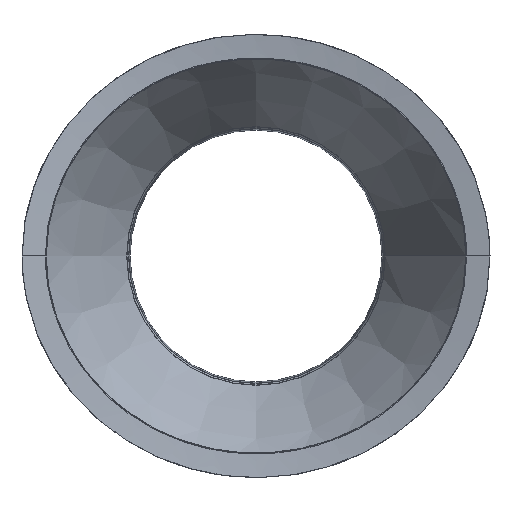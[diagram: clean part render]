
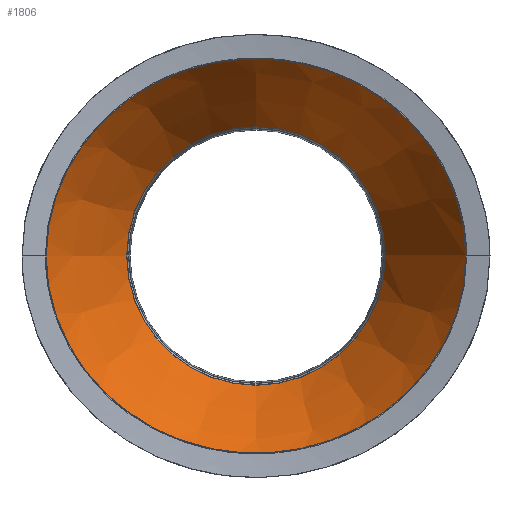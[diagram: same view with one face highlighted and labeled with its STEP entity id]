
A CAD part, front view. The second image highlights one B-rep face of the part: STEP entity #1806.
In plain terms, the highlighted conical face has half-angle 30 degrees and reference radius 78.634 mm.
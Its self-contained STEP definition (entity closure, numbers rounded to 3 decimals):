
#122=CARTESIAN_POINT('',(127.598,611.351,0.0));
#123=VERTEX_POINT('',#122);
#303=CARTESIAN_POINT('',(-127.598,611.351,0.0));
#304=VERTEX_POINT('',#303);
#305=CARTESIAN_POINT('',(-127.598,611.351,0.));
#306=CARTESIAN_POINT('',(-127.598,611.351,-14.595));
#307=CARTESIAN_POINT('',(-124.75,611.97,-28.964));
#308=CARTESIAN_POINT('',(-113.896,614.105,-55.786));
#309=CARTESIAN_POINT('',(-106.074,615.575,-67.957));
#310=CARTESIAN_POINT('',(-85.347,618.846,-90.406));
#311=CARTESIAN_POINT('',(-72.082,620.626,-100.058));
#312=CARTESIAN_POINT('',(-41.645,623.465,-114.516));
#313=CARTESIAN_POINT('',(-24.515,624.429,-118.814));
#314=CARTESIAN_POINT('',(10.444,624.827,-120.637));
#315=CARTESIAN_POINT('',(27.936,624.257,-118.148));
#316=CARTESIAN_POINT('',(59.786,621.961,-106.987));
#317=CARTESIAN_POINT('',(74.034,620.341,-98.817));
#318=CARTESIAN_POINT('',(98.018,616.958,-78.082));
#319=CARTESIAN_POINT('',(107.77,615.24,-65.867));
#320=CARTESIAN_POINT('',(118.959,613.124,-44.152));
#321=CARTESIAN_POINT('',(122.128,612.483,-35.771));
#322=CARTESIAN_POINT('',(126.48,611.59,-18.223));
#323=CARTESIAN_POINT('',(127.598,611.351,-9.14));
#324=CARTESIAN_POINT('',(127.598,611.351,0.0));
#325=B_SPLINE_CURVE_WITH_KNOTS('',3,(#305,#306,#307,#308,#309,#310,#311,#312,#313,#314,#315,#316,#317,#318,#319,#320,#321,#322,#323,#324),.UNSPECIFIED.,.F.,.U.,(4,2,2,2,2,2,2,2,2,4),(0.0,4.378,8.704,13.592,18.829,24.065,28.954,33.621,36.309,39.051),.UNSPECIFIED.);
#326=EDGE_CURVE('',#304,#123,#325,.T.);
#514=CARTESIAN_POINT('',(127.598,611.351,0.002));
#515=VERTEX_POINT('',#514);
#516=CARTESIAN_POINT('',(127.598,611.351,0.002));
#517=CARTESIAN_POINT('',(127.597,611.351,14.597));
#518=CARTESIAN_POINT('',(124.75,611.971,28.966));
#519=CARTESIAN_POINT('',(113.895,614.106,55.788));
#520=CARTESIAN_POINT('',(106.073,615.575,67.959));
#521=CARTESIAN_POINT('',(85.345,618.846,90.408));
#522=CARTESIAN_POINT('',(72.08,620.626,100.059));
#523=CARTESIAN_POINT('',(41.643,623.466,114.517));
#524=CARTESIAN_POINT('',(24.513,624.429,118.815));
#525=CARTESIAN_POINT('',(-10.447,624.827,120.637));
#526=CARTESIAN_POINT('',(-27.939,624.257,118.147));
#527=CARTESIAN_POINT('',(-59.789,621.961,106.986));
#528=CARTESIAN_POINT('',(-74.036,620.341,98.815));
#529=CARTESIAN_POINT('',(-98.02,616.958,78.08));
#530=CARTESIAN_POINT('',(-107.772,615.24,65.865));
#531=CARTESIAN_POINT('',(-118.96,613.124,44.15));
#532=CARTESIAN_POINT('',(-122.129,612.483,35.769));
#533=CARTESIAN_POINT('',(-126.48,611.59,18.222));
#534=CARTESIAN_POINT('',(-127.598,611.351,9.14));
#535=CARTESIAN_POINT('',(-127.598,611.351,0.));
#536=B_SPLINE_CURVE_WITH_KNOTS('',3,(#516,#517,#518,#519,#520,#521,#522,#523,#524,#525,#526,#527,#528,#529,#530,#531,#532,#533,#534,#535),.UNSPECIFIED.,.F.,.U.,(4,2,2,2,2,2,2,2,2,4),(0.,4.378,8.704,13.592,18.829,24.065,28.954,33.621,36.309,39.051),.UNSPECIFIED.);
#537=EDGE_CURVE('',#515,#304,#536,.T.);
#1751=CARTESIAN_POINT('',(78.634,696.159,0.001));
#1752=VERTEX_POINT('',#1751);
#1753=CARTESIAN_POINT('',(78.634,696.159,0.001));
#1754=DIRECTION('',(0.5,-0.866,0.));
#1755=VECTOR('',#1754,97.928);
#1756=LINE('',#1753,#1755);
#1757=EDGE_CURVE('',#1752,#515,#1756,.T.);
#1781=CARTESIAN_POINT('',(0.0,696.159,0.0));
#1782=DIRECTION('',(0.0,-1.0,0.0));
#1783=DIRECTION('',(1.,0.0,0.));
#1784=AXIS2_PLACEMENT_3D('',#1781,#1782,#1783);
#1785=CONICAL_SURFACE('',#1784,78.634,30.);
#1786=ORIENTED_EDGE('',*,*,#326,.T.);
#1787=CARTESIAN_POINT('',(78.634,696.159,0.0));
#1788=VERTEX_POINT('',#1787);
#1789=CARTESIAN_POINT('',(78.634,696.159,0.0));
#1790=DIRECTION('',(0.5,-0.866,0.0));
#1791=VECTOR('',#1790,97.928);
#1792=LINE('',#1789,#1791);
#1793=EDGE_CURVE('',#1788,#123,#1792,.T.);
#1794=ORIENTED_EDGE('',*,*,#1793,.F.);
#1795=CARTESIAN_POINT('',(0.0,696.159,0.0));
#1796=DIRECTION('',(0.0,1.0,0.0));
#1797=DIRECTION('',(1.0,0.0,0.0));
#1798=AXIS2_PLACEMENT_3D('',#1795,#1796,#1797);
#1799=CIRCLE('',#1798,78.634);
#1800=EDGE_CURVE('',#1788,#1752,#1799,.T.);
#1801=ORIENTED_EDGE('',*,*,#1800,.T.);
#1802=ORIENTED_EDGE('',*,*,#1757,.T.);
#1803=ORIENTED_EDGE('',*,*,#537,.T.);
#1804=EDGE_LOOP('',(#1786,#1794,#1801,#1802,#1803));
#1805=FACE_OUTER_BOUND('',#1804,.T.);
#1806=ADVANCED_FACE('',(#1805),#1785,.F.);
